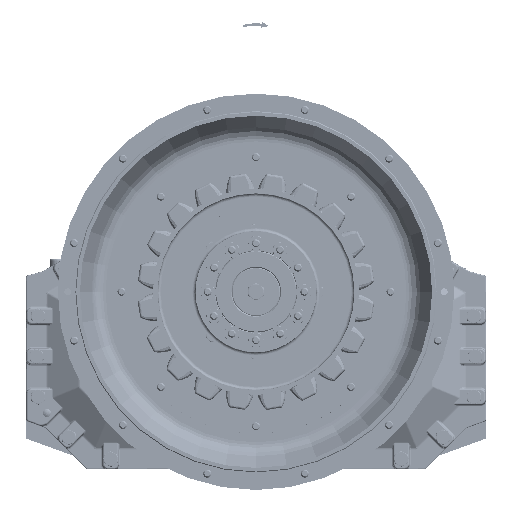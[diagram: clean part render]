
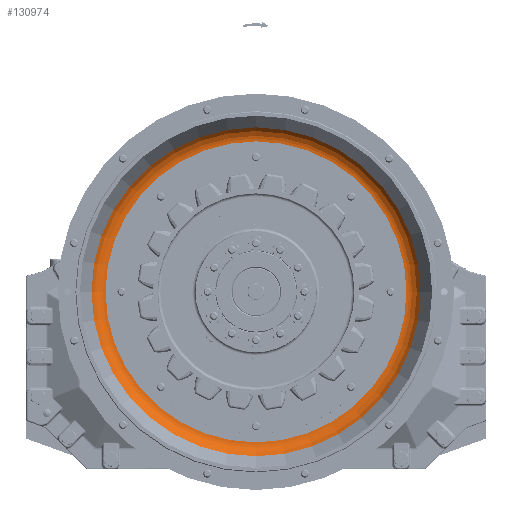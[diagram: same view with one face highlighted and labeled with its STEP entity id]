
A CAD part, top view. The second image highlights one B-rep face of the part: STEP entity #130974.
In plain terms, the highlighted toroidal (fillet/blend) face has major radius 186.514 mm and minor radius 20 mm.
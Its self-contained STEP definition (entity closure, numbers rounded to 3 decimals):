
#9089 = ORIENTED_EDGE ( 'NONE', *, *, #253851, .F. ) ;
#17511 = DIRECTION ( 'NONE',  ( -1., 0., 0. ) ) ;
#27806 = FACE_OUTER_BOUND ( 'NONE', #147968, .T. ) ;
#30887 = CIRCLE ( 'NONE', #232500, 203.834 ) ;
#53548 = CARTESIAN_POINT ( 'NONE',  ( 0., 0., 30. ) ) ;
#57256 = FACE_OUTER_BOUND ( 'NONE', #274476, .T. ) ;
#79676 = DIRECTION ( 'NONE',  ( 0., 0., -1. ) ) ;
#81704 = CARTESIAN_POINT ( 'NONE',  ( 0., 0., 20. ) ) ;
#97275 = CIRCLE ( 'NONE', #265260, 186.514 ) ;
#111904 = DIRECTION ( 'NONE',  ( 0., 0., -1. ) ) ;
#113946 = DIRECTION ( 'NONE',  ( -1., 0., 0. ) ) ;
#130974 = ADVANCED_FACE ( 'Faccia14', ( #27806, #57256 ), #297288, .F. ) ;
#147865 = DIRECTION ( 'NONE',  ( -1., 0., 0. ) ) ;
#147968 = EDGE_LOOP ( 'NONE', ( #9089 ) ) ;
#224565 = CARTESIAN_POINT ( 'NONE',  ( -186.514, 0., 20. ) ) ;
#230922 = ORIENTED_EDGE ( 'NONE', *, *, #272056, .T. ) ;
#232500 = AXIS2_PLACEMENT_3D ( 'NONE', #53548, #272584, #147865 ) ;
#236165 = AXIS2_PLACEMENT_3D ( 'NONE', #364529, #79676, #113946 ) ;
#253851 = EDGE_CURVE ( 'NONE', #284371, #284371, #30887, .T. ) ;
#265260 = AXIS2_PLACEMENT_3D ( 'NONE', #81704, #111904, #17511 ) ;
#272056 = EDGE_CURVE ( 'NONE', #401597, #401597, #97275, .T. ) ;
#272584 = DIRECTION ( 'NONE',  ( 0., 0., -1. ) ) ;
#274476 = EDGE_LOOP ( 'NONE', ( #230922 ) ) ;
#278167 = CARTESIAN_POINT ( 'NONE',  ( -203.834, 0., 30. ) ) ;
#284371 = VERTEX_POINT ( 'NONE', #278167 ) ;
#297288 = TOROIDAL_SURFACE ( 'NONE', #236165, 186.514, 20. ) ;
#364529 = CARTESIAN_POINT ( 'NONE',  ( 0., 0., 40. ) ) ;
#401597 = VERTEX_POINT ( 'NONE', #224565 ) ;
